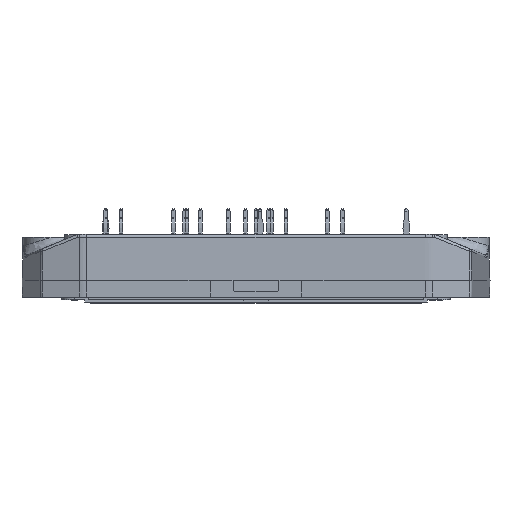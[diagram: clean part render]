
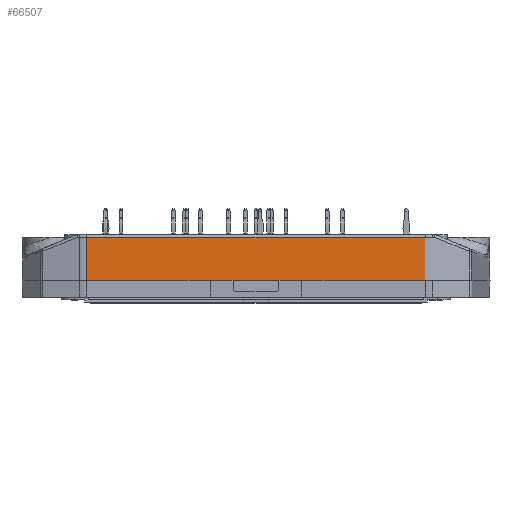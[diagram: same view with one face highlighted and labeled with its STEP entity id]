
A CAD part, front view. The second image highlights one B-rep face of the part: STEP entity #66507.
In plain terms, the highlighted planar face has unit normal (0, -1, 0.026).
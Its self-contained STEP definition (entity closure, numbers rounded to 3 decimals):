
#7300=ORIENTED_EDGE('',*,*,#20691,.F.);
#7301=ORIENTED_EDGE('',*,*,#20692,.T.);
#7302=ORIENTED_EDGE('',*,*,#20426,.F.);
#7303=ORIENTED_EDGE('',*,*,#20693,.F.);
#7304=ORIENTED_EDGE('',*,*,#20694,.T.);
#7305=ORIENTED_EDGE('',*,*,#20695,.T.);
#7306=ORIENTED_EDGE('',*,*,#20679,.T.);
#7307=ORIENTED_EDGE('',*,*,#20696,.F.);
#7308=ORIENTED_EDGE('',*,*,#20674,.F.);
#7309=ORIENTED_EDGE('',*,*,#20413,.F.);
#20413=EDGE_CURVE('',#27240,#27241,#31732,.T.);
#20426=EDGE_CURVE('',#27250,#27251,#31740,.T.);
#20674=EDGE_CURVE('',#27241,#27399,#31860,.T.);
#20679=EDGE_CURVE('',#27403,#27402,#31863,.T.);
#20691=EDGE_CURVE('',#27413,#27240,#31871,.T.);
#20692=EDGE_CURVE('',#27413,#27251,#31872,.F.);
#20693=EDGE_CURVE('',#27414,#27250,#31873,.F.);
#20694=EDGE_CURVE('',#27414,#27415,#31874,.T.);
#20695=EDGE_CURVE('',#27415,#27403,#31875,.T.);
#20696=EDGE_CURVE('',#27399,#27402,#31876,.T.);
#27240=VERTEX_POINT('',#91824);
#27241=VERTEX_POINT('',#91826);
#27250=VERTEX_POINT('',#91859);
#27251=VERTEX_POINT('',#91860);
#27399=VERTEX_POINT('',#92900);
#27402=VERTEX_POINT('',#92907);
#27403=VERTEX_POINT('',#92909);
#27413=VERTEX_POINT('',#93013);
#27414=VERTEX_POINT('',#93016);
#27415=VERTEX_POINT('',#93018);
#31732=LINE('',#91825,#36258);
#31740=LINE('',#91858,#36266);
#31860=LINE('',#92899,#36386);
#31863=LINE('',#92908,#36389);
#31871=LINE('',#93012,#36397);
#31872=LINE('',#93014,#36398);
#31873=LINE('',#93015,#36399);
#31874=LINE('',#93017,#36400);
#31875=LINE('',#93019,#36401);
#31876=LINE('',#93020,#36402);
#36258=VECTOR('',#76667,1000.);
#36266=VECTOR('',#76691,1000.);
#36386=VECTOR('',#77129,1000.);
#36389=VECTOR('',#77136,1000.);
#36397=VECTOR('',#77148,1000.);
#36398=VECTOR('',#77149,1000.);
#36399=VECTOR('',#77150,1000.);
#36400=VECTOR('',#77151,1000.);
#36401=VECTOR('',#77152,1000.);
#36402=VECTOR('',#77153,1000.);
#40640=EDGE_LOOP('',(#7300,#7301,#7302,#7303,#7304,#7305,#7306,#7307,#7308,
#7309));
#43544=FACE_BOUND('',#40640,.T.);
#45945=PLANE('',#70003);
#66507=ADVANCED_FACE('',(#43544),#45945,.T.);
#70003=AXIS2_PLACEMENT_3D('',#93011,#77146,#77147);
#76667=DIRECTION('',(-1.,0.,0.));
#76691=DIRECTION('',(1.,0.,0.));
#77129=DIRECTION('',(-1.,0.,0.));
#77136=DIRECTION('',(1.,0.,0.));
#77146=DIRECTION('',(0.,-1.,0.026));
#77147=DIRECTION('',(0.,0.026,1.));
#77148=DIRECTION('',(-1.,0.,0.));
#77149=DIRECTION('',(0.006,-0.026,-1.));
#77150=DIRECTION('',(-0.006,-0.026,-1.));
#77151=DIRECTION('',(1.,0.,0.));
#77152=DIRECTION('',(1.,0.,0.));
#77153=DIRECTION('',(-1.,0.,0.));
#91824=CARTESIAN_POINT('',(29.513,-30.776,3.));
#91825=CARTESIAN_POINT('',(17.961,-30.776,3.));
#91826=CARTESIAN_POINT('',(8.,-30.776,3.));
#91858=CARTESIAN_POINT('',(27.533,-30.58,10.513));
#91859=CARTESIAN_POINT('',(-29.469,-30.58,10.513));
#91860=CARTESIAN_POINT('',(29.469,-30.58,10.513));
#92899=CARTESIAN_POINT('',(17.961,-30.776,3.));
#92900=CARTESIAN_POINT('',(4.,-30.776,3.));
#92907=CARTESIAN_POINT('',(-4.,-30.776,3.));
#92908=CARTESIAN_POINT('',(-17.961,-30.776,3.));
#92909=CARTESIAN_POINT('',(-8.,-30.776,3.));
#93011=CARTESIAN_POINT('',(17.961,-30.776,3.));
#93012=CARTESIAN_POINT('',(17.961,-30.776,3.));
#93013=CARTESIAN_POINT('',(29.513,-30.776,3.));
#93014=CARTESIAN_POINT('',(29.512,-30.775,3.067));
#93015=CARTESIAN_POINT('',(-29.512,-30.775,3.067));
#93016=CARTESIAN_POINT('',(-29.513,-30.776,3.));
#93017=CARTESIAN_POINT('',(-17.961,-30.776,3.));
#93018=CARTESIAN_POINT('',(-29.513,-30.776,3.));
#93019=CARTESIAN_POINT('',(-17.961,-30.776,3.));
#93020=CARTESIAN_POINT('',(-17.961,-30.776,3.));
